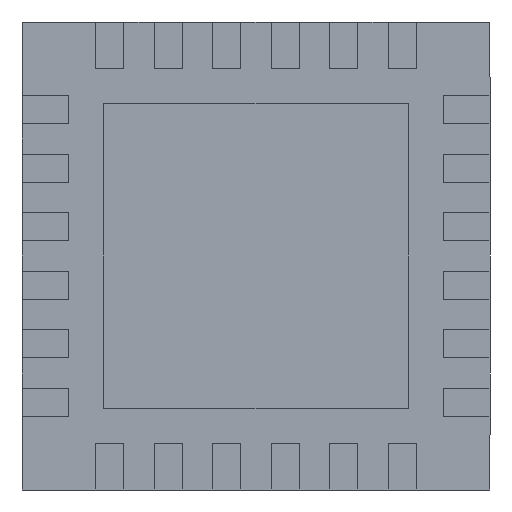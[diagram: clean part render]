
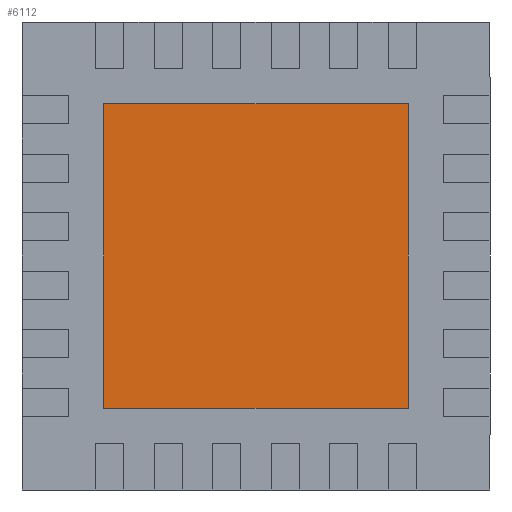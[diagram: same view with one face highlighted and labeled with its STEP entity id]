
A CAD part, front view. The second image highlights one B-rep face of the part: STEP entity #6112.
In plain terms, the highlighted planar face has unit normal (0, -1, 0).
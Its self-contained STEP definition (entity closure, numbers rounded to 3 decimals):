
#4 = DIRECTION ( 'NONE',  ( 1., 0., 0. ) ) ;
#201 = CARTESIAN_POINT ( 'NONE',  ( 1.3, 0., -1.3 ) ) ;
#509 = VERTEX_POINT ( 'NONE', #2754 ) ;
#749 = CARTESIAN_POINT ( 'NONE',  ( 0., 0., 0. ) ) ;
#781 = LINE ( 'NONE', #201, #4265 ) ;
#1152 = CARTESIAN_POINT ( 'NONE',  ( -1.3, 0., 1.3 ) ) ;
#1191 = CARTESIAN_POINT ( 'NONE',  ( 1.3, 0., -1.3 ) ) ;
#1303 = AXIS2_PLACEMENT_3D ( 'NONE', #749, #6546, #2467 ) ;
#1366 = VECTOR ( 'NONE', #4, 1000. ) ;
#1561 = CARTESIAN_POINT ( 'NONE',  ( -1.3, 0., -1.3 ) ) ;
#1604 = VECTOR ( 'NONE', #6276, 1000. ) ;
#1831 = CARTESIAN_POINT ( 'NONE',  ( 1.3, 0., -1.3 ) ) ;
#1912 = EDGE_CURVE ( 'NONE', #3888, #6645, #4082, .T. ) ;
#2467 = DIRECTION ( 'NONE',  ( 0., 0., -1. ) ) ;
#2754 = CARTESIAN_POINT ( 'NONE',  ( 1.3, 0., 1.3 ) ) ;
#2838 = ORIENTED_EDGE ( 'NONE', *, *, #7367, .T. ) ;
#2926 = ORIENTED_EDGE ( 'NONE', *, *, #1912, .T. ) ;
#3008 = PLANE ( 'NONE',  #1303 ) ;
#3049 = VERTEX_POINT ( 'NONE', #1191 ) ;
#3158 = DIRECTION ( 'NONE',  ( 0., 0., -1. ) ) ;
#3213 = CARTESIAN_POINT ( 'NONE',  ( -1.3, 0., -1.3 ) ) ;
#3357 = CARTESIAN_POINT ( 'NONE',  ( 1.3, 0., 1.3 ) ) ;
#3531 = LINE ( 'NONE', #3357, #1604 ) ;
#3598 = EDGE_LOOP ( 'NONE', ( #2926, #5576, #2838, #7308 ) ) ;
#3643 = FACE_OUTER_BOUND ( 'NONE', #3598, .T. ) ;
#3888 = VERTEX_POINT ( 'NONE', #1152 ) ;
#4082 = LINE ( 'NONE', #3213, #7588 ) ;
#4265 = VECTOR ( 'NONE', #7216, 1000. ) ;
#4871 = EDGE_CURVE ( 'NONE', #6645, #3049, #7068, .T. ) ;
#5576 = ORIENTED_EDGE ( 'NONE', *, *, #4871, .T. ) ;
#6112 = ADVANCED_FACE ( 'NONE', ( #3643 ), #3008, .T. ) ;
#6276 = DIRECTION ( 'NONE',  ( -1., 0., 0. ) ) ;
#6546 = DIRECTION ( 'NONE',  ( 0., -1., 0. ) ) ;
#6643 = EDGE_CURVE ( 'NONE', #509, #3888, #3531, .T. ) ;
#6645 = VERTEX_POINT ( 'NONE', #1561 ) ;
#7068 = LINE ( 'NONE', #1831, #1366 ) ;
#7216 = DIRECTION ( 'NONE',  ( 0., 0., 1. ) ) ;
#7308 = ORIENTED_EDGE ( 'NONE', *, *, #6643, .T. ) ;
#7367 = EDGE_CURVE ( 'NONE', #3049, #509, #781, .T. ) ;
#7588 = VECTOR ( 'NONE', #3158, 1000. ) ;
